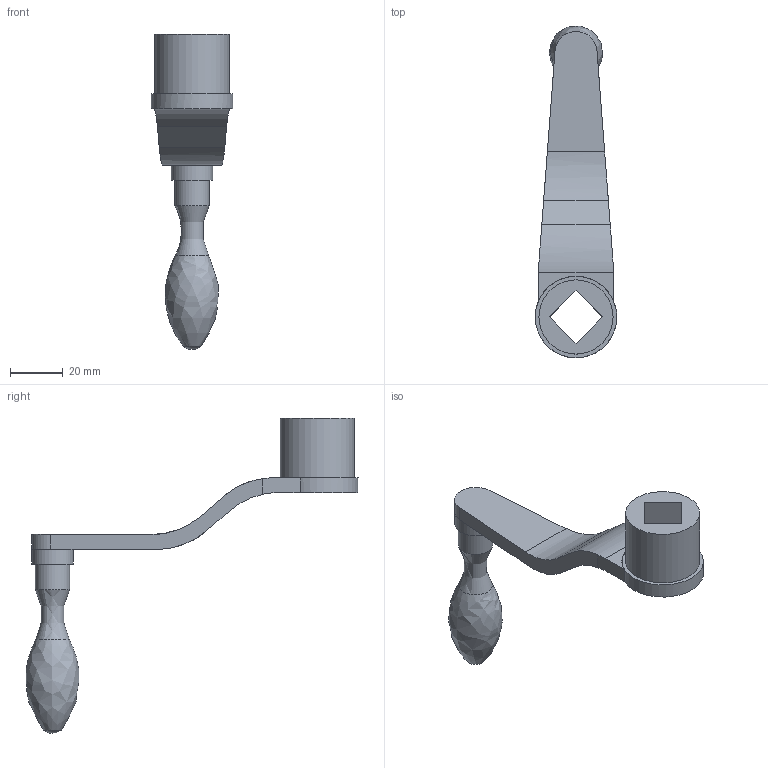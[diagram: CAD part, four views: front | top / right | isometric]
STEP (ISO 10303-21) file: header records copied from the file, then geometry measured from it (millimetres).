
FILE_DESCRIPTION( ( 'STEP AP214' ), '1' );
FILE_NAME( 'K0684.110X14__F2_.stp', '2020-12-09T11:32:35', ( '' ), ( '' ), ' ', 'PARTsolutions', ' ' );
FILE_SCHEMA( ( 'AUTOMOTIVE_DESIGN { 1 0 10303 214 1 1 1 1 }' ) );
Length unit declared in the file: millimetre
Products named in the file (1): _K0684.110X14 (F2)
Bounding box: 30.8 x 125.4 x 119 mm (x, y, z)
Volume: 36763.5 mm3; surface area: 13754.4 mm2
Topology: 1 solids, 1 shells, 33 faces, 86 edges, 57 vertices
Faces by surface type: plane 20, cylinder 10, sphere 1, bspline 1, torus 1
Full cylindrical faces by diameter (mm): 13 x1, 15.6 x1, 28 x1, 30.8 x1
Entity records: 1263 total; most frequent: CARTESIAN_POINT 196, DIRECTION 168, ORIENTED_EDGE 150, EDGE_CURVE 75, AXIS2_PLACEMENT_3D 62, VERTEX_POINT 54, EDGE_LOOP 44, LINE 44
